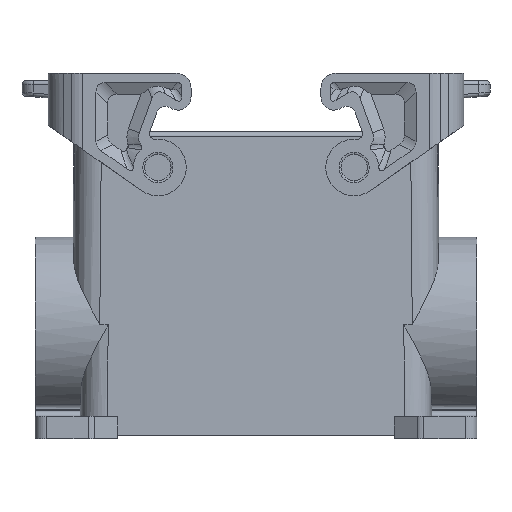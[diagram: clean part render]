
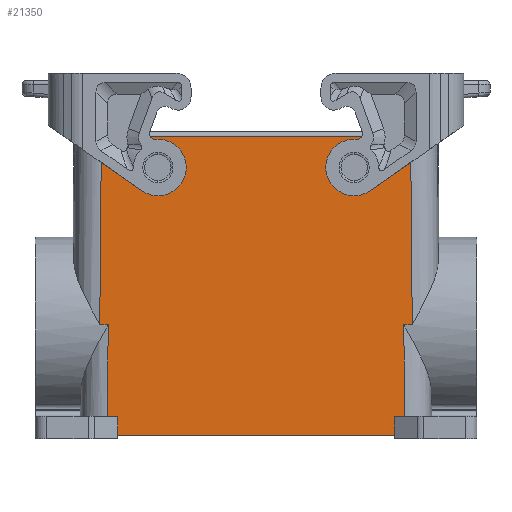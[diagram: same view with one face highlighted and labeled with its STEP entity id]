
A CAD part, front view. The second image highlights one B-rep face of the part: STEP entity #21350.
In plain terms, the highlighted face is planar.
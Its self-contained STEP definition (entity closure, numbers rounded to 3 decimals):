
#3160=CARTESIAN_POINT('',(-77.304,-26.195,
23.435));
#3170=DIRECTION('',(-1.,0.,0.));
#3180=VECTOR('',#3170,1.);
#3190=LINE('',#3160,#3180);
#3200=CARTESIAN_POINT('',(-65.412,-26.195,
23.435));
#3210=VERTEX_POINT('',#3200);
#3220=CARTESIAN_POINT('',(-67.643,-26.195,
23.435));
#3230=VERTEX_POINT('',#3220);
#3240=EDGE_CURVE('',#3210,#3230,#3190,.T.);
#10940=CARTESIAN_POINT('',(12.919,-26.195,
23.435));
#10950=VERTEX_POINT('',#10940);
#10980=CARTESIAN_POINT('',(11.571,-26.195,
23.435));
#10990=DIRECTION('',(1.,0.,0.));
#11000=VECTOR('',#10990,1.);
#11010=LINE('',#10980,#11000);
#11020=CARTESIAN_POINT('',(15.15,-26.195,
23.435));
#11030=VERTEX_POINT('',#11020);
#11040=EDGE_CURVE('',#10950,#11030,#11010,.T.);
#20040=CARTESIAN_POINT('',(-74.247,1.601,
23.192));
#20050=DIRECTION('',(0.,0.009,
1.));
#20060=DIRECTION('',(1.,0.,0.));
#20070=AXIS2_PLACEMENT_3D('',#20040,#20050,#20060);
#20080=PLANE('',#20070);
#20090=CARTESIAN_POINT('',(-0.247,15.5,
23.071));
#20100=DIRECTION('',(0.,0.009,
1.));
#20110=DIRECTION('',(0.,1.,
-0.009));
#20120=AXIS2_PLACEMENT_3D('',#20090,#20100,#20110);
#20130=ELLIPSE('',#20120,3.5,3.5);
#20140=CARTESIAN_POINT('',(-3.747,15.5,
23.071));
#20150=VERTEX_POINT('',#20140);
#20160=CARTESIAN_POINT('',(3.253,15.5,
23.071));
#20170=VERTEX_POINT('',#20160);
#20180=EDGE_CURVE('',#20150,#20170,#20130,.T.);
#20190=ORIENTED_EDGE('',*,*,#20180,.F.);
#20200=EDGE_CURVE('',#20170,#20150,#20130,.T.);
#20210=ORIENTED_EDGE('',*,*,#20200,.F.);
#20220=EDGE_LOOP('',(#20210,#20190));
#20230=FACE_BOUND('',#20220,.T.);
#20240=CARTESIAN_POINT('',(-52.247,15.5,
23.071));
#20250=DIRECTION('',(0.,0.009,
1.));
#20260=DIRECTION('',(0.,1.,
-0.009));
#20270=AXIS2_PLACEMENT_3D('',#20240,#20250,#20260);
#20280=ELLIPSE('',#20270,3.5,3.5);
#20290=CARTESIAN_POINT('',(-48.747,15.5,
23.071));
#20300=VERTEX_POINT('',#20290);
#20310=CARTESIAN_POINT('',(-55.747,15.5,
23.071));
#20320=VERTEX_POINT('',#20310);
#20330=EDGE_CURVE('',#20300,#20320,#20280,.T.);
#20340=ORIENTED_EDGE('',*,*,#20330,.F.);
#20350=EDGE_CURVE('',#20320,#20300,#20280,.T.);
#20360=ORIENTED_EDGE('',*,*,#20350,.F.);
#20370=EDGE_LOOP('',(#20360,#20340));
#20380=FACE_BOUND('',#20370,.T.);
#20390=CARTESIAN_POINT('',(10.353,0.,23.206));
#20400=DIRECTION('',(0.,1.,
-0.009));
#20410=VECTOR('',#20400,1.);
#20420=LINE('',#20390,#20410);
#20430=CARTESIAN_POINT('',(10.353,-53.01,
23.669));
#20440=VERTEX_POINT('',#20430);
#20450=CARTESIAN_POINT('',(10.353,-50.4,23.646));
#20460=VERTEX_POINT('',#20450);
#20470=EDGE_CURVE('',#20440,#20460,#20420,.T.);
#20480=ORIENTED_EDGE('',*,*,#20470,.T.);
#20490=CARTESIAN_POINT('',(9.693,0.,23.206));
#20500=DIRECTION('',(-0.012,1.,
-0.009));
#20510=VECTOR('',#20500,1.);
#20520=LINE('',#20490,#20510);
#20530=CARTESIAN_POINT('',(10.383,-55.4,23.689)
);
#20540=VERTEX_POINT('',#20530);
#20550=EDGE_CURVE('',#20540,#20440,#20520,.T.);
#20560=ORIENTED_EDGE('',*,*,#20550,.T.);
#20570=CARTESIAN_POINT('',(0.,-55.4,23.689));
#20580=DIRECTION('',(-1.,0.,0.));
#20590=VECTOR('',#20580,1.);
#20600=LINE('',#20570,#20590);
#20610=CARTESIAN_POINT('',(-62.876,-55.4,23.689
));
#20620=VERTEX_POINT('',#20610);
#20630=EDGE_CURVE('',#20540,#20620,#20600,.T.);
#20640=ORIENTED_EDGE('',*,*,#20630,.F.);
#20650=CARTESIAN_POINT('',(-62.186,0.,23.206));
#20660=DIRECTION('',(0.012,1.,
-0.009));
#20670=VECTOR('',#20660,1.);
#20680=LINE('',#20650,#20670);
#20690=CARTESIAN_POINT('',(-62.847,-53.01,
23.669));
#20700=VERTEX_POINT('',#20690);
#20710=EDGE_CURVE('',#20620,#20700,#20680,.T.);
#20720=ORIENTED_EDGE('',*,*,#20710,.F.);
#20730=CARTESIAN_POINT('',(-62.847,0.,23.206));
#20740=DIRECTION('',(0.,1.,
-0.009));
#20750=VECTOR('',#20740,1.);
#20760=LINE('',#20730,#20750);
#20770=CARTESIAN_POINT('',(-62.847,-50.4,23.646)
);
#20780=VERTEX_POINT('',#20770);
#20790=EDGE_CURVE('',#20700,#20780,#20760,.T.);
#20800=ORIENTED_EDGE('',*,*,#20790,.F.);
#20810=CARTESIAN_POINT('',(0.,-50.4,23.646));
#20820=DIRECTION('',(1.,0.,0.));
#20830=VECTOR('',#20820,1.);
#20840=LINE('',#20810,#20830);
#20850=CARTESIAN_POINT('',(-65.617,-50.4,23.646
));
#20860=VERTEX_POINT('',#20850);
#20870=EDGE_CURVE('',#20860,#20780,#20840,.T.);
#20880=ORIENTED_EDGE('',*,*,#20870,.T.);
#20890=CARTESIAN_POINT('',(-65.188,0.061,
23.205));
#20900=DIRECTION('',(-0.009,-1.,
0.009));
#20910=VECTOR('',#20900,1.);
#20920=LINE('',#20890,#20910);
#20930=EDGE_CURVE('',#3210,#20860,#20920,.T.);
#20940=ORIENTED_EDGE('',*,*,#20930,.T.);
#20950=ORIENTED_EDGE('',*,*,#3240,.F.);
#20960=CARTESIAN_POINT('',(-67.418,0.061,
23.205));
#20970=DIRECTION('',(0.009,1.,
-0.009));
#20980=VECTOR('',#20970,1.);
#20990=LINE('',#20960,#20980);
#21000=CARTESIAN_POINT('',(-67.216,23.6,23.));
#21010=VERTEX_POINT('',#21000);
#21020=EDGE_CURVE('',#3230,#21010,#20990,.T.);
#21030=ORIENTED_EDGE('',*,*,#21020,.F.);
#21040=CARTESIAN_POINT('',(0.,23.6,23.));
#21050=DIRECTION('',(1.,0.,0.));
#21060=VECTOR('',#21050,1.);
#21070=LINE('',#21040,#21060);
#21080=CARTESIAN_POINT('',(14.723,23.6,23.))
;
#21090=VERTEX_POINT('',#21080);
#21100=EDGE_CURVE('',#21010,#21090,#21070,.T.);
#21110=ORIENTED_EDGE('',*,*,#21100,.F.);
#21120=CARTESIAN_POINT('',(14.925,0.061,
23.205));
#21130=DIRECTION('',(-0.009,1.,
-0.009));
#21140=VECTOR('',#21130,1.);
#21150=LINE('',#21120,#21140);
#21160=EDGE_CURVE('',#11030,#21090,#21150,.T.);
#21170=ORIENTED_EDGE('',*,*,#21160,.T.);
#21180=ORIENTED_EDGE('',*,*,#11040,.T.);
#21190=CARTESIAN_POINT('',(12.695,0.061,
23.205));
#21200=DIRECTION('',(-0.009,1.,
-0.009));
#21210=VECTOR('',#21200,1.);
#21220=LINE('',#21190,#21210);
#21230=CARTESIAN_POINT('',(13.124,-50.4,23.646))
;
#21240=VERTEX_POINT('',#21230);
#21250=EDGE_CURVE('',#21240,#10950,#21220,.T.);
#21260=ORIENTED_EDGE('',*,*,#21250,.T.);
#21270=CARTESIAN_POINT('',(0.,-50.4,23.646));
#21280=DIRECTION('',(1.,0.,0.));
#21290=VECTOR('',#21280,1.);
#21300=LINE('',#21270,#21290);
#21310=EDGE_CURVE('',#20460,#21240,#21300,.T.);
#21320=ORIENTED_EDGE('',*,*,#21310,.T.);
#21330=EDGE_LOOP('',(#21320,#21260,#21180,#21170,#21110,#21030,#20950,
#20940,#20880,#20800,#20720,#20640,#20560,#20480));
#21340=FACE_OUTER_BOUND('',#21330,.T.);
#21350=ADVANCED_FACE('',(#20230,#20380,#21340),#20080,.T.);
